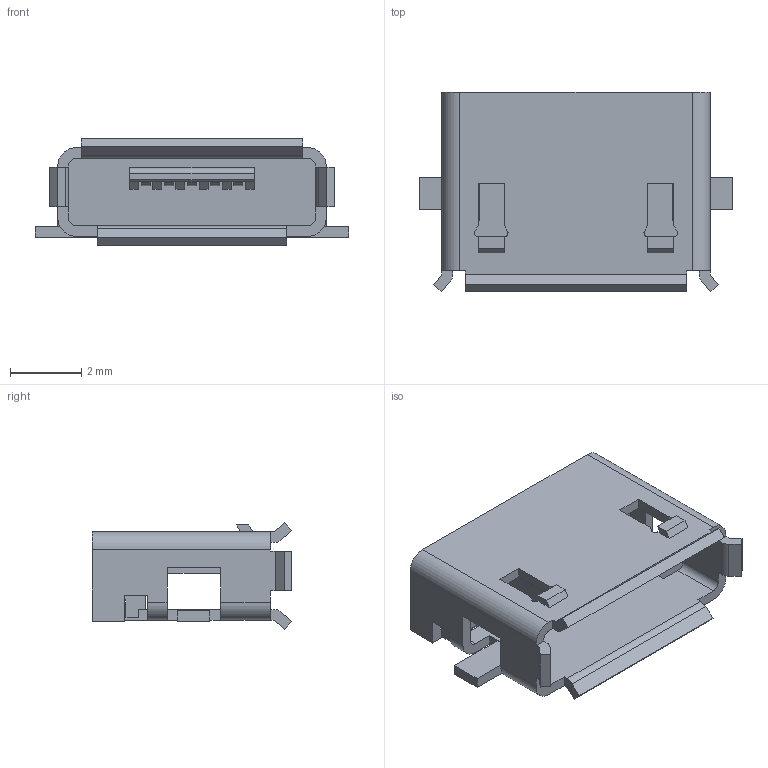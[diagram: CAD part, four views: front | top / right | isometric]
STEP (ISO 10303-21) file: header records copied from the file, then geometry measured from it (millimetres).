
FILE_DESCRIPTION (( 'STEP AP214' ), '1' );
FILE_NAME ('SW3dPS-MicroAB.STEP', '2009-05-12T21:01:18', ( 'SysAdmin' ), ( 'SolidWorks' ), 'SwSTEP 2.0', 'SolidWorks 2009', '' );
FILE_SCHEMA (( 'AUTOMOTIVE_DESIGN' ));
Length unit declared in the file: millimetre
Products named in the file (10): SW3dPS-MicroAB_Free-Models5; SW3dPS-MicroAB_MicroAB_SMT1; SW3dPS-MicroAB_Board3; SW3dPS-MicroAB_Board4; SW3dPS-MicroAB_Board5; SW3dPS-MicroAB_Free-Models3; SW3dPS-MicroAB; SW3dPS-MicroAB_Free-Models4; SW3dPS-MicroAB_MicroAB1
Assembly tree (9 placements, depth 7):
  SW3dPS-MicroAB
    SW3dPS-MicroAB_Board5
    SW3dPS-MicroAB_Free-Models3
      SW3dPS-MicroAB_MicroAB1
        SW3dPS-MicroAB_Free-Models4
          SW3dPS-MicroAB_MicroAB_SMT1
            SW3dPS-MicroAB_Board4
            SW3dPS-MicroAB_Free-Models5
              SW3dPS-MicroAB_MicroAB_SMT1
        SW3dPS-MicroAB_Board3
Bounding box: 8.8 x 5.6 x 3 mm (x, y, z)
Volume: 44.8 mm3; surface area: 283.6 mm2
Topology: 4 solids, 4 shells, 295 faces, 900 edges, 586 vertices
Faces by surface type: plane 245, cylinder 50
Entity records: 10290 total; most frequent: ORIENTED_EDGE 1800, CARTESIAN_POINT 1798, DIRECTION 1624, EDGE_CURVE 900, VECTOR 800, LINE 800, VERTEX_POINT 586, AXIS2_PLACEMENT_3D 412
